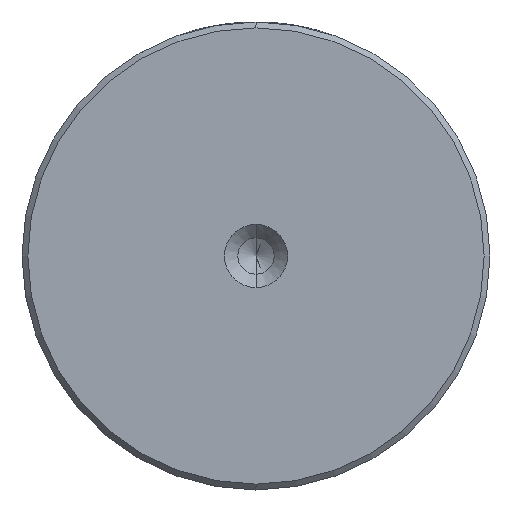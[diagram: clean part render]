
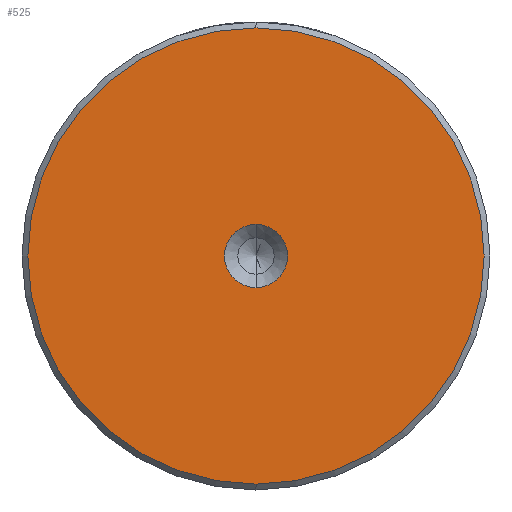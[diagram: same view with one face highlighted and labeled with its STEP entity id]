
A CAD part, left-side view. The second image highlights one B-rep face of the part: STEP entity #525.
In plain terms, the highlighted planar face has unit normal (-1, 0, 0).
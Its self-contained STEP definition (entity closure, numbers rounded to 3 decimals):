
#30 = CARTESIAN_POINT ( 'NONE',  ( 0., 0., 0. ) ) ;
#134 = FACE_OUTER_BOUND ( 'NONE', #2244, .T. ) ;
#162 = ORIENTED_EDGE ( 'NONE', *, *, #1327, .T. ) ;
#229 = DIRECTION ( 'NONE',  ( 0., 0., 1. ) ) ;
#400 = AXIS2_PLACEMENT_3D ( 'NONE', #1759, #563, #1950 ) ;
#411 = ORIENTED_EDGE ( 'NONE', *, *, #1691, .F. ) ;
#482 = DIRECTION ( 'NONE',  ( -1., 0., 0. ) ) ;
#485 = AXIS2_PLACEMENT_3D ( 'NONE', #1507, #2296, #1125 ) ;
#493 = EDGE_CURVE ( 'NONE', #2318, #1646, #639, .T. ) ;
#515 = DIRECTION ( 'NONE',  ( -1., 0., 0. ) ) ;
#525 = ADVANCED_FACE ( 'NONE', ( #134, #1128 ), #2101, .T. ) ;
#563 = DIRECTION ( 'NONE',  ( -1., 0., 0. ) ) ;
#639 = CIRCLE ( 'NONE', #1987, 19.5 ) ;
#707 = CARTESIAN_POINT ( 'NONE',  ( 0., 0., -2.7 ) ) ;
#821 = CARTESIAN_POINT ( 'NONE',  ( 0., 0., -19.5 ) ) ;
#1125 = DIRECTION ( 'NONE',  ( 0., 0., 1. ) ) ;
#1128 = FACE_BOUND ( 'NONE', #1456, .T. ) ;
#1147 = AXIS2_PLACEMENT_3D ( 'NONE', #30, #1417, #229 ) ;
#1166 = EDGE_CURVE ( 'NONE', #1267, #1877, #2172, .T. ) ;
#1267 = VERTEX_POINT ( 'NONE', #707 ) ;
#1327 = EDGE_CURVE ( 'NONE', #1646, #2318, #1405, .T. ) ;
#1357 = CIRCLE ( 'NONE', #400, 2.7 ) ;
#1361 = ORIENTED_EDGE ( 'NONE', *, *, #493, .T. ) ;
#1388 = ORIENTED_EDGE ( 'NONE', *, *, #1166, .F. ) ;
#1405 = CIRCLE ( 'NONE', #1147, 19.5 ) ;
#1417 = DIRECTION ( 'NONE',  ( -1., 0., 0. ) ) ;
#1456 = EDGE_LOOP ( 'NONE', ( #411, #1388 ) ) ;
#1507 = CARTESIAN_POINT ( 'NONE',  ( 0., 0., 0. ) ) ;
#1604 = CARTESIAN_POINT ( 'NONE',  ( 0., 0., 2.7 ) ) ;
#1646 = VERTEX_POINT ( 'NONE', #1936 ) ;
#1671 = CARTESIAN_POINT ( 'NONE',  ( 0., 0., 0. ) ) ;
#1691 = EDGE_CURVE ( 'NONE', #1877, #1267, #1357, .T. ) ;
#1704 = CARTESIAN_POINT ( 'NONE',  ( 0., 0., 0. ) ) ;
#1759 = CARTESIAN_POINT ( 'NONE',  ( 0., 0., 0. ) ) ;
#1863 = DIRECTION ( 'NONE',  ( 0., 0., 1. ) ) ;
#1877 = VERTEX_POINT ( 'NONE', #1604 ) ;
#1898 = DIRECTION ( 'NONE',  ( 0., 0., 1. ) ) ;
#1936 = CARTESIAN_POINT ( 'NONE',  ( 0., 0., 19.5 ) ) ;
#1950 = DIRECTION ( 'NONE',  ( 0., 0., 1. ) ) ;
#1987 = AXIS2_PLACEMENT_3D ( 'NONE', #1704, #515, #1898 ) ;
#2101 = PLANE ( 'NONE',  #485 ) ;
#2172 = CIRCLE ( 'NONE', #2248, 2.7 ) ;
#2244 = EDGE_LOOP ( 'NONE', ( #1361, #162 ) ) ;
#2248 = AXIS2_PLACEMENT_3D ( 'NONE', #1671, #482, #1863 ) ;
#2296 = DIRECTION ( 'NONE',  ( -1., 0., 0. ) ) ;
#2318 = VERTEX_POINT ( 'NONE', #821 ) ;
